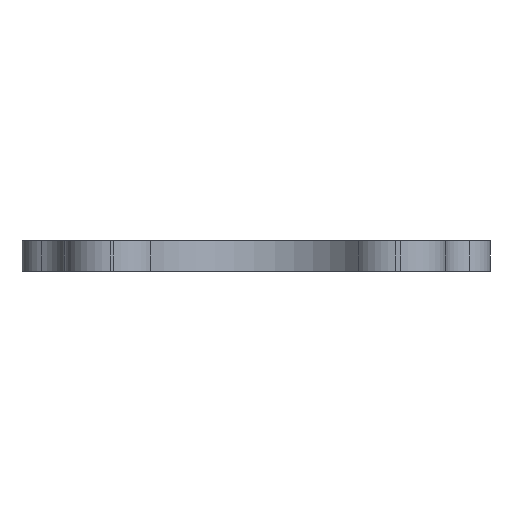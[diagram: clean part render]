
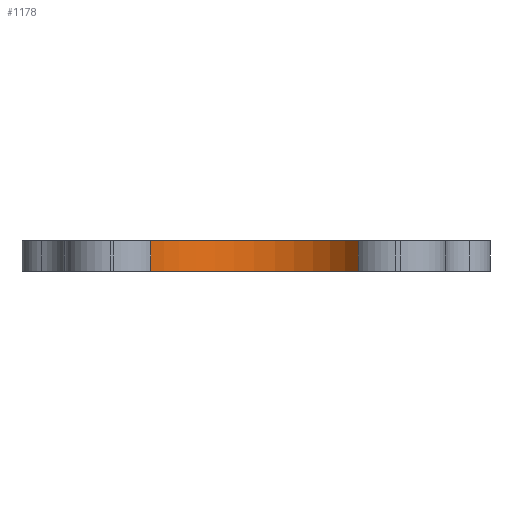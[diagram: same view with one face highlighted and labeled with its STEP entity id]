
A CAD part, front view. The second image highlights one B-rep face of the part: STEP entity #1178.
In plain terms, the highlighted cylindrical face has radius 8.37 mm (diameter 16.74 mm), a partial arc.
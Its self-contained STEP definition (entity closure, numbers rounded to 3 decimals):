
#213=CARTESIAN_POINT('',(6.777,-17.71,-1.));
#214=VERTEX_POINT('',#213);
#222=CARTESIAN_POINT('',(-6.977,-17.71,-1.));
#223=VERTEX_POINT('',#222);
#224=CARTESIAN_POINT('',(-0.1,-22.481,-1.));
#225=DIRECTION('',(0.,0.,-1.));
#226=DIRECTION('',(0.,1.,0.));
#227=AXIS2_PLACEMENT_3D('',#224,#225,#226);
#228=CIRCLE('',#227,8.37);
#229=EDGE_CURVE('',#223,#214,#228,.T.);
#705=CARTESIAN_POINT('',(-6.977,-17.71,1.));
#706=VERTEX_POINT('',#705);
#707=CARTESIAN_POINT('',(6.777,-17.71,1.));
#708=VERTEX_POINT('',#707);
#709=CARTESIAN_POINT('',(-0.1,-22.481,1.));
#710=DIRECTION('',(0.,0.,-1.));
#711=DIRECTION('',(0.,1.,0.));
#712=AXIS2_PLACEMENT_3D('',#709,#710,#711);
#713=CIRCLE('',#712,8.37);
#714=EDGE_CURVE('',#706,#708,#713,.T.);
#1157=CARTESIAN_POINT('',(-0.1,-22.481,-99.027));
#1158=DIRECTION('',(0.,-0.,1.));
#1159=DIRECTION('',(0.,-1.,-0.));
#1160=AXIS2_PLACEMENT_3D('',#1157,#1158,#1159);
#1161=CYLINDRICAL_SURFACE('',#1160,8.37);
#1162=ORIENTED_EDGE('',*,*,#229,.T.);
#1163=CARTESIAN_POINT('',(6.777,-17.71,-1.));
#1164=DIRECTION('',(0.,-0.,1.));
#1165=VECTOR('',#1164,2.);
#1166=LINE('',#1163,#1165);
#1167=EDGE_CURVE('',#214,#708,#1166,.T.);
#1168=ORIENTED_EDGE('',*,*,#1167,.T.);
#1169=ORIENTED_EDGE('',*,*,#714,.F.);
#1170=CARTESIAN_POINT('',(-6.977,-17.71,1.));
#1171=DIRECTION('',(-0.,0.,-1.));
#1172=VECTOR('',#1171,2.);
#1173=LINE('',#1170,#1172);
#1174=EDGE_CURVE('',#706,#223,#1173,.T.);
#1175=ORIENTED_EDGE('',*,*,#1174,.T.);
#1176=EDGE_LOOP('',(#1162,#1168,#1169,#1175));
#1177=FACE_BOUND('',#1176,.T.);
#1178=ADVANCED_FACE('',(#1177),#1161,.F.);
